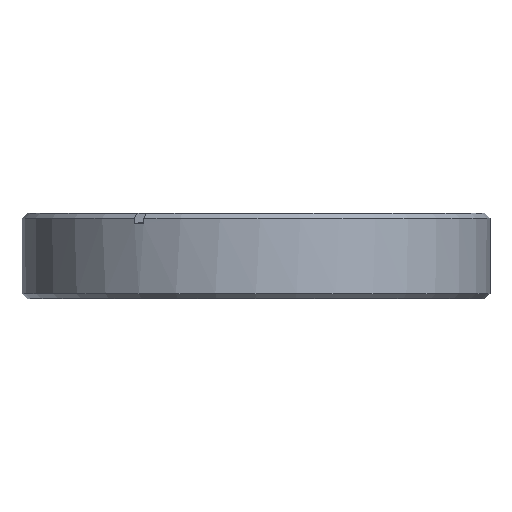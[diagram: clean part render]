
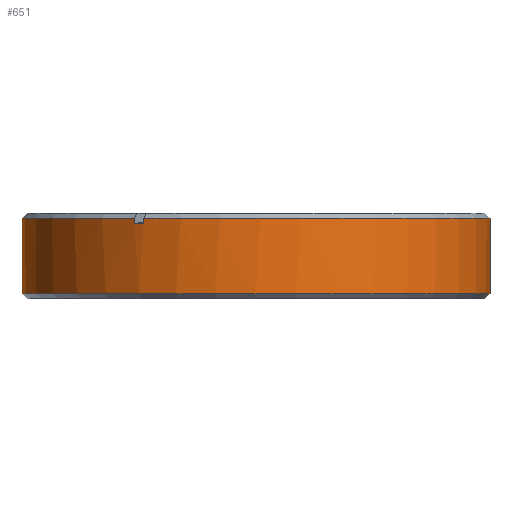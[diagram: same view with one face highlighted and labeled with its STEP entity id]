
A CAD part, front view. The second image highlights one B-rep face of the part: STEP entity #651.
In plain terms, the highlighted cylindrical face has radius 34.671 mm (diameter 69.342 mm), a partial arc.
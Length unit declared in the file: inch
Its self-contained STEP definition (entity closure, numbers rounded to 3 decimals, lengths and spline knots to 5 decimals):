
#9 = VECTOR ( 'NONE', #1895, 39.37008 ) ;
#48 = EDGE_CURVE ( 'NONE', #1866, #2017, #1779, .T. ) ;
#72 = CARTESIAN_POINT ( 'NONE',  ( -0.65526, -1.19744, -0.05973 ) ) ;
#87 = EDGE_CURVE ( 'NONE', #1760, #2017, #1498, .T. ) ;
#146 = CARTESIAN_POINT ( 'NONE',  ( -0.67354, -1.18744, -0.05975 ) ) ;
#160 = EDGE_CURVE ( 'NONE', #1008, #1760, #1744, .T. ) ;
#176 = DIRECTION ( 'NONE',  ( 0., 0., -1. ) ) ;
#200 = EDGE_CURVE ( 'NONE', #1551, #1008, #1739, .T. ) ;
#227 = CARTESIAN_POINT ( 'NONE',  ( -0.65526, -1.19744, -0.03 ) ) ;
#239 = AXIS2_PLACEMENT_3D ( 'NONE', #1129, #1309, #1246 ) ;
#240 = CIRCLE ( 'NONE', #239, 1.365 ) ;
#241 = CARTESIAN_POINT ( 'NONE',  ( 1.365, 0., 0. ) ) ;
#345 = VECTOR ( 'NONE', #2059, 39.37008 ) ;
#360 = LINE ( 'NONE', #992, #345 ) ;
#388 = EDGE_LOOP ( 'NONE', ( #1210, #1203, #1200, #1196, #1193, #1182, #1185, #1174 ) ) ;
#432 = CARTESIAN_POINT ( 'NONE',  ( 1.365, 0., -0.03 ) ) ;
#446 = AXIS2_PLACEMENT_3D ( 'NONE', #1260, #1259, #1257 ) ;
#507 = AXIS2_PLACEMENT_3D ( 'NONE', #1249, #1071, #1706 ) ;
#542 = CIRCLE ( 'NONE', #446, 1.365 ) ;
#598 = VERTEX_POINT ( 'NONE', #1119 ) ;
#612 = DIRECTION ( 'NONE',  ( 0., 0., -1. ) ) ;
#651 = ADVANCED_FACE ( 'NONE', ( #1337 ), #1324, .T. ) ;
#707 = CARTESIAN_POINT ( 'NONE',  ( -0.70938, -1.16619, -0.05973 ) ) ;
#773 = VERTEX_POINT ( 'NONE', #1354 ) ;
#779 = CARTESIAN_POINT ( 'NONE',  ( -0.70938, -1.16619, -0.03 ) ) ;
#931 = CARTESIAN_POINT ( 'NONE',  ( -1.365, 0., -0.47 ) ) ;
#956 = CARTESIAN_POINT ( 'NONE',  ( -0.70938, -1.16619, -0.05973 ) ) ;
#992 = CARTESIAN_POINT ( 'NONE',  ( -1.365, 0., 0. ) ) ;
#1000 = EDGE_CURVE ( 'NONE', #1866, #598, #240, .T. ) ;
#1008 = VERTEX_POINT ( 'NONE', #1581 ) ;
#1071 = DIRECTION ( 'NONE',  ( 0., 0., -1. ) ) ;
#1089 = DIRECTION ( 'NONE',  ( 0., 0., -1. ) ) ;
#1105 = DIRECTION ( 'NONE',  ( -1., 0., 0. ) ) ;
#1119 = CARTESIAN_POINT ( 'NONE',  ( -1.365, 0., -0.03 ) ) ;
#1129 = CARTESIAN_POINT ( 'NONE',  ( 0., 0., -0.03 ) ) ;
#1174 = ORIENTED_EDGE ( 'NONE', *, *, #1888, .T. ) ;
#1182 = ORIENTED_EDGE ( 'NONE', *, *, #1000, .T. ) ;
#1185 = ORIENTED_EDGE ( 'NONE', *, *, #1611, .T. ) ;
#1193 = ORIENTED_EDGE ( 'NONE', *, *, #48, .F. ) ;
#1196 = ORIENTED_EDGE ( 'NONE', *, *, #87, .T. ) ;
#1200 = ORIENTED_EDGE ( 'NONE', *, *, #160, .T. ) ;
#1203 = ORIENTED_EDGE ( 'NONE', *, *, #200, .T. ) ;
#1210 = ORIENTED_EDGE ( 'NONE', *, *, #2062, .F. ) ;
#1234 = CARTESIAN_POINT ( 'NONE',  ( 0., 0., 0. ) ) ;
#1246 = DIRECTION ( 'NONE',  ( 1., 0., 0. ) ) ;
#1249 = CARTESIAN_POINT ( 'NONE',  ( 0., 0., -0.03 ) ) ;
#1257 = DIRECTION ( 'NONE',  ( -1., 0., 0. ) ) ;
#1259 = DIRECTION ( 'NONE',  ( 0., 0., 1. ) ) ;
#1260 = CARTESIAN_POINT ( 'NONE',  ( 0., 0., -0.47 ) ) ;
#1276 = VERTEX_POINT ( 'NONE', #931 ) ;
#1309 = DIRECTION ( 'NONE',  ( 0., 0., -1. ) ) ;
#1324 = CYLINDRICAL_SURFACE ( 'NONE', #1463, 1.365 ) ;
#1337 = FACE_OUTER_BOUND ( 'NONE', #388, .T. ) ;
#1354 = CARTESIAN_POINT ( 'NONE',  ( 1.365, 0., -0.47 ) ) ;
#1463 = AXIS2_PLACEMENT_3D ( 'NONE', #1234, #1089, #1105 ) ;
#1498 = B_SPLINE_CURVE_WITH_KNOTS ( 'NONE', 3,
 ( #72, #146, #2046, #956 ),
 .UNSPECIFIED., .F., .F.,
 ( 4, 4 ),
 ( 0., 1. ),
 .UNSPECIFIED. ) ;
#1551 = VERTEX_POINT ( 'NONE', #432 ) ;
#1581 = CARTESIAN_POINT ( 'NONE',  ( -0.65526, -1.19744, -0.03 ) ) ;
#1603 = LINE ( 'NONE', #241, #9 ) ;
#1611 = EDGE_CURVE ( 'NONE', #598, #1276, #360, .T. ) ;
#1638 = CARTESIAN_POINT ( 'NONE',  ( -0.70938, -1.16619, -0.03 ) ) ;
#1645 = CARTESIAN_POINT ( 'NONE',  ( -0.65526, -1.19744, -0.05973 ) ) ;
#1706 = DIRECTION ( 'NONE',  ( 1., 0., 0. ) ) ;
#1739 = CIRCLE ( 'NONE', #507, 1.365 ) ;
#1744 = LINE ( 'NONE', #227, #1745 ) ;
#1745 = VECTOR ( 'NONE', #176, 39.37008 ) ;
#1760 = VERTEX_POINT ( 'NONE', #1645 ) ;
#1773 = VECTOR ( 'NONE', #612, 39.37008 ) ;
#1779 = LINE ( 'NONE', #779, #1773 ) ;
#1866 = VERTEX_POINT ( 'NONE', #1638 ) ;
#1888 = EDGE_CURVE ( 'NONE', #1276, #773, #542, .T. ) ;
#1895 = DIRECTION ( 'NONE',  ( 0., 0., -1. ) ) ;
#2017 = VERTEX_POINT ( 'NONE', #707 ) ;
#2046 = CARTESIAN_POINT ( 'NONE',  ( -0.69158, -1.17702, -0.05975 ) ) ;
#2059 = DIRECTION ( 'NONE',  ( 0., 0., -1. ) ) ;
#2062 = EDGE_CURVE ( 'NONE', #1551, #773, #1603, .T. ) ;
